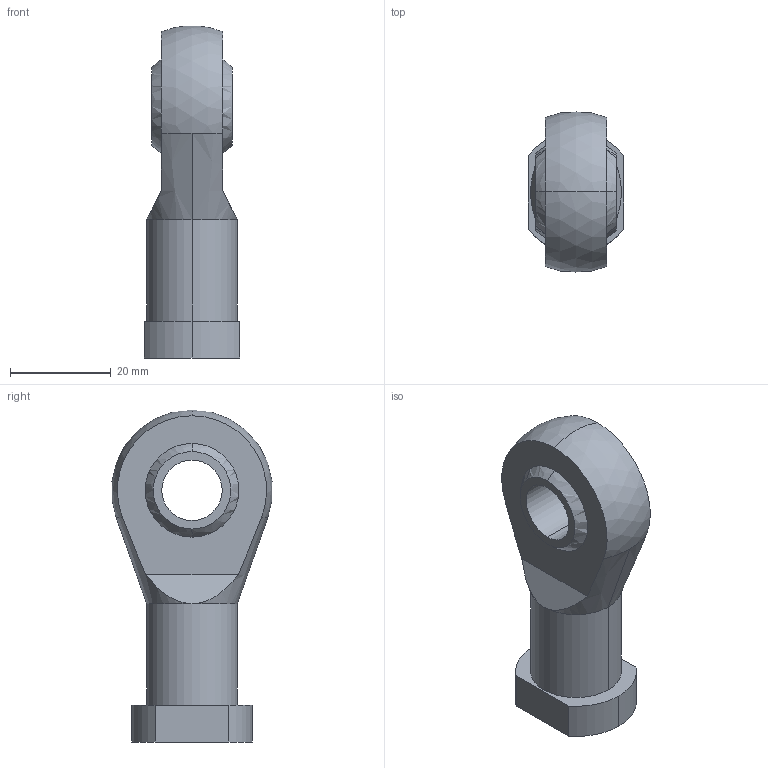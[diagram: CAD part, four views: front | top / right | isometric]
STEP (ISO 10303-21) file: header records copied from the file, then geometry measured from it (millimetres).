
FILE_DESCRIPTION(('STEP AP203'),'1');
FILE_NAME('rotule_nf-17040.stp','2018-10-24T12:21:47',('TraceParts'),('TraceParts S.A.'),'Spatial InterOp 3D',' ',' ');
FILE_SCHEMA(('CONFIG_CONTROL_DESIGN'));
Length unit declared in the file: millimetre
Products named in the file (1): 1
Bounding box: 19 x 31.79 x 65.95 mm (x, y, z)
Volume: 16568.6 mm3; surface area: 8231 mm2
Topology: 2 solids, 2 shells, 39 faces, 101 edges, 59 vertices
Faces by surface type: cylinder 12, plane 11, cone 10, sphere 6
Entity records: 1196 total; most frequent: DIRECTION 228, CARTESIAN_POINT 199, ORIENTED_EDGE 182, AXIS2_PLACEMENT_3D 100, EDGE_CURVE 91, VERTEX_POINT 59, CIRCLE 55, EDGE_LOOP 46
